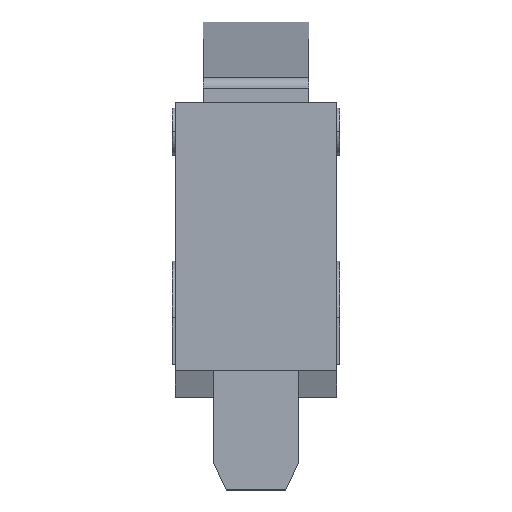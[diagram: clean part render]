
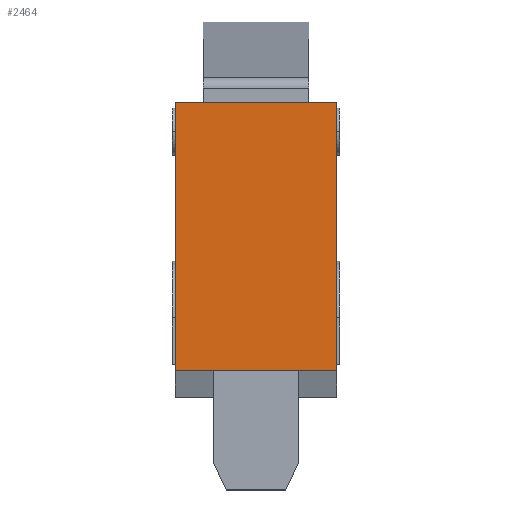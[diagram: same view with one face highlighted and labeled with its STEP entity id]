
A CAD part, top view. The second image highlights one B-rep face of the part: STEP entity #2464.
In plain terms, the highlighted planar face has unit normal (0, 0, 1).
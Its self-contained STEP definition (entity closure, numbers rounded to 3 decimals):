
#260 = DIRECTION ( 'NONE',  ( -1., 0., 0. ) ) ;
#457 = DIRECTION ( 'NONE',  ( 0., -1., 0. ) ) ;
#533 = EDGE_CURVE ( 'NONE', #3660, #1087, #983, .T. ) ;
#775 = CARTESIAN_POINT ( 'NONE',  ( -3.05, 4.855, 10.105 ) ) ;
#983 = LINE ( 'NONE', #2106, #2047 ) ;
#1087 = VERTEX_POINT ( 'NONE', #4023 ) ;
#1186 = AXIS2_PLACEMENT_3D ( 'NONE', #2094, #3673, #3989 ) ;
#1258 = FACE_OUTER_BOUND ( 'NONE', #1596, .T. ) ;
#1301 = ORIENTED_EDGE ( 'NONE', *, *, #1404, .T. ) ;
#1404 = EDGE_CURVE ( 'NONE', #3472, #2651, #2527, .T. ) ;
#1489 = ORIENTED_EDGE ( 'NONE', *, *, #3046, .T. ) ;
#1596 = EDGE_LOOP ( 'NONE', ( #1489, #3558, #2477, #1301 ) ) ;
#1735 = CARTESIAN_POINT ( 'NONE',  ( -3.05, 5.295, 10.105 ) ) ;
#1814 = LINE ( 'NONE', #775, #3067 ) ;
#2047 = VECTOR ( 'NONE', #260, 1000. ) ;
#2094 = CARTESIAN_POINT ( 'NONE',  ( 3.05, 4.855, 10.105 ) ) ;
#2106 = CARTESIAN_POINT ( 'NONE',  ( 3.05, -4.855, 10.105 ) ) ;
#2217 = DIRECTION ( 'NONE',  ( -1., 0., 0. ) ) ;
#2315 = LINE ( 'NONE', #2965, #3834 ) ;
#2320 = CARTESIAN_POINT ( 'NONE',  ( 3.05, 5.295, 10.105 ) ) ;
#2385 = DIRECTION ( 'NONE',  ( 0., -1., 0. ) ) ;
#2464 = ADVANCED_FACE ( 'NONE', ( #1258 ), #3370, .F. ) ;
#2477 = ORIENTED_EDGE ( 'NONE', *, *, #2994, .F. ) ;
#2500 = CARTESIAN_POINT ( 'NONE',  ( 3.05, 5.295, 10.105 ) ) ;
#2527 = LINE ( 'NONE', #2500, #2729 ) ;
#2651 = VERTEX_POINT ( 'NONE', #1735 ) ;
#2729 = VECTOR ( 'NONE', #2217, 1000. ) ;
#2965 = CARTESIAN_POINT ( 'NONE',  ( 3.05, 4.855, 10.105 ) ) ;
#2994 = EDGE_CURVE ( 'NONE', #3472, #3660, #2315, .T. ) ;
#3046 = EDGE_CURVE ( 'NONE', #2651, #1087, #1814, .T. ) ;
#3067 = VECTOR ( 'NONE', #2385, 1000. ) ;
#3092 = CARTESIAN_POINT ( 'NONE',  ( 3.05, -4.855, 10.105 ) ) ;
#3370 = PLANE ( 'NONE',  #1186 ) ;
#3472 = VERTEX_POINT ( 'NONE', #2320 ) ;
#3558 = ORIENTED_EDGE ( 'NONE', *, *, #533, .F. ) ;
#3660 = VERTEX_POINT ( 'NONE', #3092 ) ;
#3673 = DIRECTION ( 'NONE',  ( 0., 0., -1. ) ) ;
#3834 = VECTOR ( 'NONE', #457, 1000. ) ;
#3989 = DIRECTION ( 'NONE',  ( 0., 1., 0. ) ) ;
#4023 = CARTESIAN_POINT ( 'NONE',  ( -3.05, -4.855, 10.105 ) ) ;
